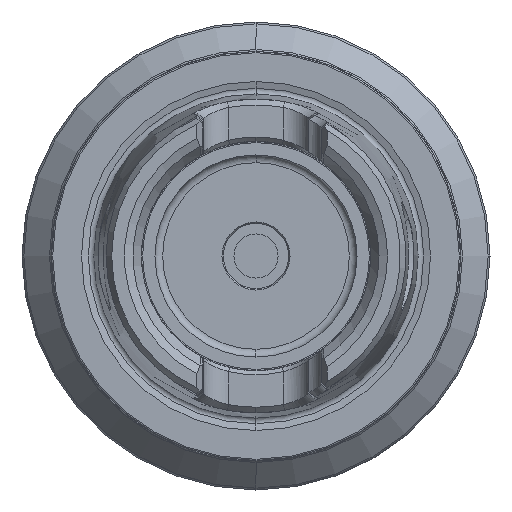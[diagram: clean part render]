
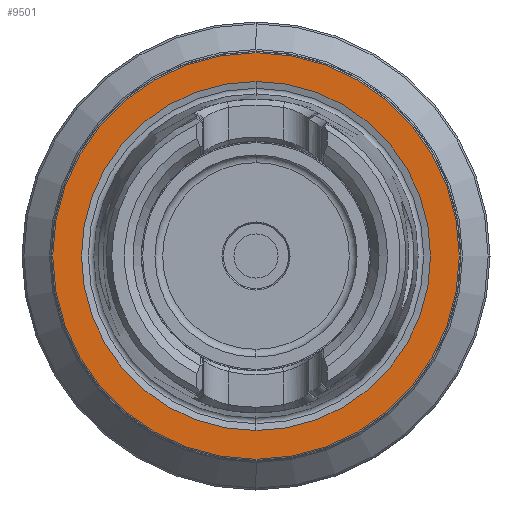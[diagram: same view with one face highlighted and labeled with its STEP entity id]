
A CAD part, left-side view. The second image highlights one B-rep face of the part: STEP entity #9501.
In plain terms, the highlighted planar face has unit normal (-1, 0, 0).
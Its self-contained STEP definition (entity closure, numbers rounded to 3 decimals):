
#32 = VERTEX_POINT ( 'NONE', #11927 ) ;
#723 = CARTESIAN_POINT ( 'NONE',  ( 0., 0., 0. ) ) ;
#760 = DIRECTION ( 'NONE',  ( 0., 0., 1. ) ) ;
#936 = VERTEX_POINT ( 'NONE', #11533 ) ;
#1070 = AXIS2_PLACEMENT_3D ( 'NONE', #1278, #8468, #2302 ) ;
#1086 = DIRECTION ( 'NONE',  ( -1., 0., 0. ) ) ;
#1278 = CARTESIAN_POINT ( 'NONE',  ( 0., 0., 0. ) ) ;
#1513 = CARTESIAN_POINT ( 'NONE',  ( 0., 31.275, 0. ) ) ;
#1746 = DIRECTION ( 'NONE',  ( 0., 0., 1. ) ) ;
#1783 = VERTEX_POINT ( 'NONE', #5496 ) ;
#1916 = VERTEX_POINT ( 'NONE', #13038 ) ;
#2302 = DIRECTION ( 'NONE',  ( 0., 0., 1. ) ) ;
#2500 = PLANE ( 'NONE',  #5925 ) ;
#2541 = DIRECTION ( 'NONE',  ( 0., 0., -1. ) ) ;
#2805 = CIRCLE ( 'NONE', #3065, 26.85 ) ;
#3065 = AXIS2_PLACEMENT_3D ( 'NONE', #13058, #6942, #760 ) ;
#4351 = EDGE_CURVE ( 'NONE', #1783, #936, #12022, .T. ) ;
#4368 = EDGE_LOOP ( 'NONE', ( #11875, #12260 ) ) ;
#5496 = CARTESIAN_POINT ( 'NONE',  ( 0., 0., 26.85 ) ) ;
#5566 = EDGE_CURVE ( 'NONE', #936, #1783, #2805, .T. ) ;
#5652 = ORIENTED_EDGE ( 'NONE', *, *, #11749, .T. ) ;
#5925 = AXIS2_PLACEMENT_3D ( 'NONE', #1513, #8719, #2541 ) ;
#6942 = DIRECTION ( 'NONE',  ( -1., 0., 0. ) ) ;
#7252 = CARTESIAN_POINT ( 'NONE',  ( 0., 0., 0. ) ) ;
#7733 = CIRCLE ( 'NONE', #11178, 31.275 ) ;
#7892 = CIRCLE ( 'NONE', #8427, 31.275 ) ;
#7901 = FACE_OUTER_BOUND ( 'NONE', #8884, .T. ) ;
#7923 = DIRECTION ( 'NONE',  ( -1., 0., 0. ) ) ;
#8286 = DIRECTION ( 'NONE',  ( 0., 0., 1. ) ) ;
#8427 = AXIS2_PLACEMENT_3D ( 'NONE', #723, #7923, #1746 ) ;
#8468 = DIRECTION ( 'NONE',  ( -1., 0., 0. ) ) ;
#8719 = DIRECTION ( 'NONE',  ( 1., 0., 0. ) ) ;
#8884 = EDGE_LOOP ( 'NONE', ( #12652, #5652 ) ) ;
#9501 = ADVANCED_FACE ( 'NONE', ( #10636, #7901 ), #2500, .F. ) ;
#10122 = EDGE_CURVE ( 'NONE', #1916, #32, #7733, .T. ) ;
#10636 = FACE_BOUND ( 'NONE', #4368, .T. ) ;
#11178 = AXIS2_PLACEMENT_3D ( 'NONE', #7252, #1086, #8286 ) ;
#11533 = CARTESIAN_POINT ( 'NONE',  ( 0., 0., -26.85 ) ) ;
#11749 = EDGE_CURVE ( 'NONE', #32, #1916, #7892, .T. ) ;
#11875 = ORIENTED_EDGE ( 'NONE', *, *, #4351, .F. ) ;
#11927 = CARTESIAN_POINT ( 'NONE',  ( 0., 0., -31.275 ) ) ;
#12022 = CIRCLE ( 'NONE', #1070, 26.85 ) ;
#12260 = ORIENTED_EDGE ( 'NONE', *, *, #5566, .F. ) ;
#12652 = ORIENTED_EDGE ( 'NONE', *, *, #10122, .T. ) ;
#13038 = CARTESIAN_POINT ( 'NONE',  ( 0., 0., 31.275 ) ) ;
#13058 = CARTESIAN_POINT ( 'NONE',  ( 0., 0., 0. ) ) ;
